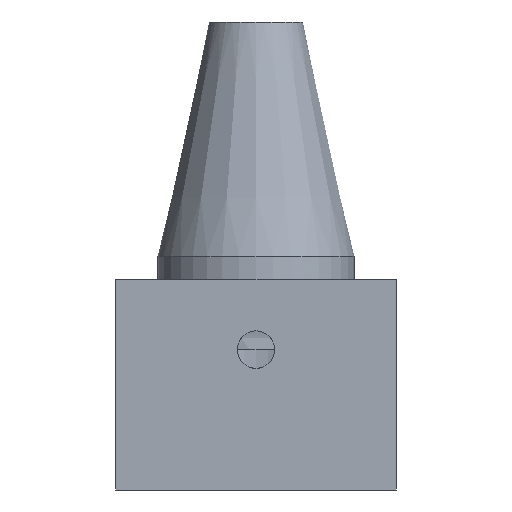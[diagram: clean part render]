
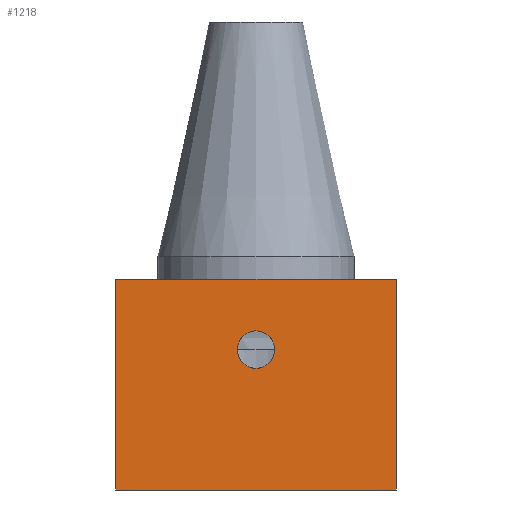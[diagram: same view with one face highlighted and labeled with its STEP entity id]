
A CAD part, left-side view. The second image highlights one B-rep face of the part: STEP entity #1218.
In plain terms, the highlighted planar face has unit normal (-1, 0, 0).
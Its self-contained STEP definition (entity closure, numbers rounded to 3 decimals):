
#172 = CYLINDRICAL_SURFACE('',#173,0.4);
#173 = AXIS2_PLACEMENT_3D('',#174,#175,#176);
#174 = CARTESIAN_POINT('',(95.5,148.5,68.));
#175 = DIRECTION('',(1.,0.,0.));
#176 = DIRECTION('',(0.,0.,-1.));
#344 = EDGE_CURVE('',#345,#345,#347,.T.);
#345 = VERTEX_POINT('',#346);
#346 = CARTESIAN_POINT('',(95.5,148.5,67.6));
#347 = SURFACE_CURVE('',#348,(#353,#360),.PCURVE_S1.);
#348 = CIRCLE('',#349,0.4);
#349 = AXIS2_PLACEMENT_3D('',#350,#351,#352);
#350 = CARTESIAN_POINT('',(95.5,148.5,68.));
#351 = DIRECTION('',(1.,-0.,0.));
#352 = DIRECTION('',(0.,0.,-1.));
#353 = PCURVE('',#172,#354);
#354 = DEFINITIONAL_REPRESENTATION('',(#355),#359);
#355 = LINE('',#356,#357);
#356 = CARTESIAN_POINT('',(0.,0.));
#357 = VECTOR('',#358,1.);
#358 = DIRECTION('',(1.,0.));
#359 = ( GEOMETRIC_REPRESENTATION_CONTEXT(2) 
PARAMETRIC_REPRESENTATION_CONTEXT() REPRESENTATION_CONTEXT('2D SPACE',''
  ) );
#360 = PCURVE('',#361,#366);
#361 = PLANE('',#362);
#362 = AXIS2_PLACEMENT_3D('',#363,#364,#365);
#363 = CARTESIAN_POINT('',(95.5,145.5,65.));
#364 = DIRECTION('',(1.,0.,0.));
#365 = DIRECTION('',(0.,0.,1.));
#366 = DEFINITIONAL_REPRESENTATION('',(#367),#371);
#367 = CIRCLE('',#368,0.4);
#368 = AXIS2_PLACEMENT_2D('',#369,#370);
#369 = CARTESIAN_POINT('',(3.,-3.));
#370 = DIRECTION('',(-1.,0.));
#371 = ( GEOMETRIC_REPRESENTATION_CONTEXT(2) 
PARAMETRIC_REPRESENTATION_CONTEXT() REPRESENTATION_CONTEXT('2D SPACE',''
  ) );
#1184 = PLANE('',#1185);
#1185 = AXIS2_PLACEMENT_3D('',#1186,#1187,#1188);
#1186 = CARTESIAN_POINT('',(95.5,145.5,69.5));
#1187 = DIRECTION('',(0.,0.,1.));
#1188 = DIRECTION('',(1.,0.,0.));
#1218 = ADVANCED_FACE('',(#1219,#1328),#361,.F.);
#1219 = FACE_BOUND('',#1220,.F.);
#1220 = EDGE_LOOP('',(#1221,#1251,#1279,#1307));
#1221 = ORIENTED_EDGE('',*,*,#1222,.F.);
#1222 = EDGE_CURVE('',#1223,#1225,#1227,.T.);
#1223 = VERTEX_POINT('',#1224);
#1224 = CARTESIAN_POINT('',(95.5,145.5,65.));
#1225 = VERTEX_POINT('',#1226);
#1226 = CARTESIAN_POINT('',(95.5,145.5,69.5));
#1227 = SURFACE_CURVE('',#1228,(#1232,#1239),.PCURVE_S1.);
#1228 = LINE('',#1229,#1230);
#1229 = CARTESIAN_POINT('',(95.5,145.5,65.));
#1230 = VECTOR('',#1231,1.);
#1231 = DIRECTION('',(0.,0.,1.));
#1232 = PCURVE('',#361,#1233);
#1233 = DEFINITIONAL_REPRESENTATION('',(#1234),#1238);
#1234 = LINE('',#1235,#1236);
#1235 = CARTESIAN_POINT('',(0.,0.));
#1236 = VECTOR('',#1237,1.);
#1237 = DIRECTION('',(1.,0.));
#1238 = ( GEOMETRIC_REPRESENTATION_CONTEXT(2) 
PARAMETRIC_REPRESENTATION_CONTEXT() REPRESENTATION_CONTEXT('2D SPACE',''
  ) );
#1239 = PCURVE('',#1240,#1245);
#1240 = PLANE('',#1241);
#1241 = AXIS2_PLACEMENT_3D('',#1242,#1243,#1244);
#1242 = CARTESIAN_POINT('',(95.5,145.5,65.));
#1243 = DIRECTION('',(0.,1.,0.));
#1244 = DIRECTION('',(0.,0.,1.));
#1245 = DEFINITIONAL_REPRESENTATION('',(#1246),#1250);
#1246 = LINE('',#1247,#1248);
#1247 = CARTESIAN_POINT('',(0.,0.));
#1248 = VECTOR('',#1249,1.);
#1249 = DIRECTION('',(1.,0.));
#1250 = ( GEOMETRIC_REPRESENTATION_CONTEXT(2) 
PARAMETRIC_REPRESENTATION_CONTEXT() REPRESENTATION_CONTEXT('2D SPACE',''
  ) );
#1251 = ORIENTED_EDGE('',*,*,#1252,.T.);
#1252 = EDGE_CURVE('',#1223,#1253,#1255,.T.);
#1253 = VERTEX_POINT('',#1254);
#1254 = CARTESIAN_POINT('',(95.5,151.5,65.));
#1255 = SURFACE_CURVE('',#1256,(#1260,#1267),.PCURVE_S1.);
#1256 = LINE('',#1257,#1258);
#1257 = CARTESIAN_POINT('',(95.5,145.5,65.));
#1258 = VECTOR('',#1259,1.);
#1259 = DIRECTION('',(0.,1.,0.));
#1260 = PCURVE('',#361,#1261);
#1261 = DEFINITIONAL_REPRESENTATION('',(#1262),#1266);
#1262 = LINE('',#1263,#1264);
#1263 = CARTESIAN_POINT('',(0.,0.));
#1264 = VECTOR('',#1265,1.);
#1265 = DIRECTION('',(0.,-1.));
#1266 = ( GEOMETRIC_REPRESENTATION_CONTEXT(2) 
PARAMETRIC_REPRESENTATION_CONTEXT() REPRESENTATION_CONTEXT('2D SPACE',''
  ) );
#1267 = PCURVE('',#1268,#1273);
#1268 = PLANE('',#1269);
#1269 = AXIS2_PLACEMENT_3D('',#1270,#1271,#1272);
#1270 = CARTESIAN_POINT('',(95.5,145.5,65.));
#1271 = DIRECTION('',(0.,0.,1.));
#1272 = DIRECTION('',(1.,0.,0.));
#1273 = DEFINITIONAL_REPRESENTATION('',(#1274),#1278);
#1274 = LINE('',#1275,#1276);
#1275 = CARTESIAN_POINT('',(0.,0.));
#1276 = VECTOR('',#1277,1.);
#1277 = DIRECTION('',(0.,1.));
#1278 = ( GEOMETRIC_REPRESENTATION_CONTEXT(2) 
PARAMETRIC_REPRESENTATION_CONTEXT() REPRESENTATION_CONTEXT('2D SPACE',''
  ) );
#1279 = ORIENTED_EDGE('',*,*,#1280,.T.);
#1280 = EDGE_CURVE('',#1253,#1281,#1283,.T.);
#1281 = VERTEX_POINT('',#1282);
#1282 = CARTESIAN_POINT('',(95.5,151.5,69.5));
#1283 = SURFACE_CURVE('',#1284,(#1288,#1295),.PCURVE_S1.);
#1284 = LINE('',#1285,#1286);
#1285 = CARTESIAN_POINT('',(95.5,151.5,65.));
#1286 = VECTOR('',#1287,1.);
#1287 = DIRECTION('',(0.,0.,1.));
#1288 = PCURVE('',#361,#1289);
#1289 = DEFINITIONAL_REPRESENTATION('',(#1290),#1294);
#1290 = LINE('',#1291,#1292);
#1291 = CARTESIAN_POINT('',(0.,-6.));
#1292 = VECTOR('',#1293,1.);
#1293 = DIRECTION('',(1.,0.));
#1294 = ( GEOMETRIC_REPRESENTATION_CONTEXT(2) 
PARAMETRIC_REPRESENTATION_CONTEXT() REPRESENTATION_CONTEXT('2D SPACE',''
  ) );
#1295 = PCURVE('',#1296,#1301);
#1296 = PLANE('',#1297);
#1297 = AXIS2_PLACEMENT_3D('',#1298,#1299,#1300);
#1298 = CARTESIAN_POINT('',(95.5,151.5,65.));
#1299 = DIRECTION('',(0.,1.,0.));
#1300 = DIRECTION('',(0.,0.,1.));
#1301 = DEFINITIONAL_REPRESENTATION('',(#1302),#1306);
#1302 = LINE('',#1303,#1304);
#1303 = CARTESIAN_POINT('',(0.,0.));
#1304 = VECTOR('',#1305,1.);
#1305 = DIRECTION('',(1.,0.));
#1306 = ( GEOMETRIC_REPRESENTATION_CONTEXT(2) 
PARAMETRIC_REPRESENTATION_CONTEXT() REPRESENTATION_CONTEXT('2D SPACE',''
  ) );
#1307 = ORIENTED_EDGE('',*,*,#1308,.F.);
#1308 = EDGE_CURVE('',#1225,#1281,#1309,.T.);
#1309 = SURFACE_CURVE('',#1310,(#1314,#1321),.PCURVE_S1.);
#1310 = LINE('',#1311,#1312);
#1311 = CARTESIAN_POINT('',(95.5,145.5,69.5));
#1312 = VECTOR('',#1313,1.);
#1313 = DIRECTION('',(0.,1.,0.));
#1314 = PCURVE('',#361,#1315);
#1315 = DEFINITIONAL_REPRESENTATION('',(#1316),#1320);
#1316 = LINE('',#1317,#1318);
#1317 = CARTESIAN_POINT('',(4.5,0.));
#1318 = VECTOR('',#1319,1.);
#1319 = DIRECTION('',(0.,-1.));
#1320 = ( GEOMETRIC_REPRESENTATION_CONTEXT(2) 
PARAMETRIC_REPRESENTATION_CONTEXT() REPRESENTATION_CONTEXT('2D SPACE',''
  ) );
#1321 = PCURVE('',#1184,#1322);
#1322 = DEFINITIONAL_REPRESENTATION('',(#1323),#1327);
#1323 = LINE('',#1324,#1325);
#1324 = CARTESIAN_POINT('',(0.,0.));
#1325 = VECTOR('',#1326,1.);
#1326 = DIRECTION('',(0.,1.));
#1327 = ( GEOMETRIC_REPRESENTATION_CONTEXT(2) 
PARAMETRIC_REPRESENTATION_CONTEXT() REPRESENTATION_CONTEXT('2D SPACE',''
  ) );
#1328 = FACE_BOUND('',#1329,.F.);
#1329 = EDGE_LOOP('',(#1330));
#1330 = ORIENTED_EDGE('',*,*,#344,.F.);
